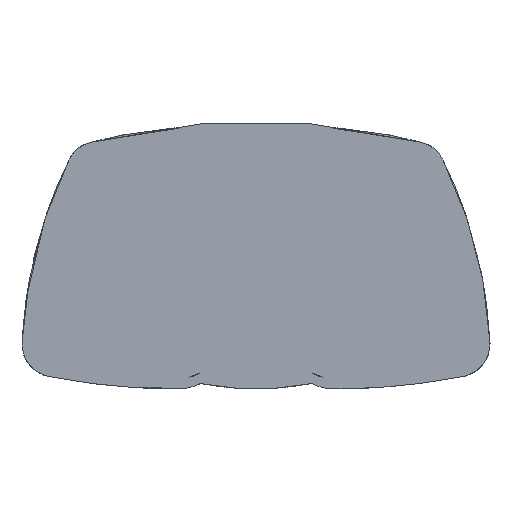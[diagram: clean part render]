
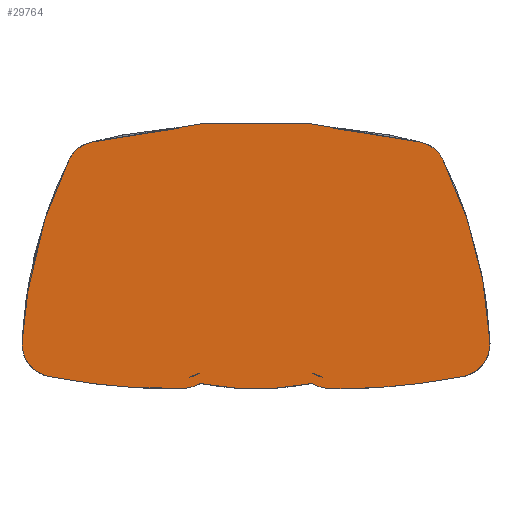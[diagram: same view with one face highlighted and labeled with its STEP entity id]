
A CAD part, front view. The second image highlights one B-rep face of the part: STEP entity #29764.
In plain terms, the highlighted planar face has unit normal (0, -1, 0).
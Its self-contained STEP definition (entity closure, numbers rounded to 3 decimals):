
#883 = CARTESIAN_POINT ( 'NONE',  ( -23.62, 0., 199.552 ) ) ;
#1168 = CARTESIAN_POINT ( 'NONE',  ( 23.592, 0., 15.944 ) ) ;
#1203 = AXIS2_PLACEMENT_3D ( 'NONE', #35466, #13407, #43774 ) ;
#1667 = CARTESIAN_POINT ( 'NONE',  ( -23.592, 0., 15.944 ) ) ;
#2260 = DIRECTION ( 'NONE',  ( 0., -1., 0. ) ) ;
#2392 = DIRECTION ( 'NONE',  ( -1., 0., 0. ) ) ;
#3109 = ORIENTED_EDGE ( 'NONE', *, *, #8643, .T. ) ;
#3345 = VERTEX_POINT ( 'NONE', #26131 ) ;
#3449 = DIRECTION ( 'NONE',  ( -1., 0., 0. ) ) ;
#3529 = AXIS2_PLACEMENT_3D ( 'NONE', #1667, #38897, #2392 ) ;
#4237 = CARTESIAN_POINT ( 'NONE',  ( 69.98, 0., 14.007 ) ) ;
#5342 = AXIS2_PLACEMENT_3D ( 'NONE', #16704, #2260, #21091 ) ;
#5428 = DIRECTION ( 'NONE',  ( -1., 0., 0. ) ) ;
#5948 = AXIS2_PLACEMENT_3D ( 'NONE', #16645, #28636, #42854 ) ;
#6275 = CARTESIAN_POINT ( 'NONE',  ( -49.465, 0., 73.787 ) ) ;
#6504 = CARTESIAN_POINT ( 'NONE',  ( 49.465, 0., 73.787 ) ) ;
#6885 = CIRCLE ( 'NONE', #20157, 199.552 ) ;
#7989 = ORIENTED_EDGE ( 'NONE', *, *, #23849, .T. ) ;
#8643 = EDGE_CURVE ( 'NONE', #34402, #40879, #12673, .T. ) ;
#9142 = ORIENTED_EDGE ( 'NONE', *, *, #11789, .T. ) ;
#9933 = VERTEX_POINT ( 'NONE', #4237 ) ;
#10224 = ORIENTED_EDGE ( 'NONE', *, *, #23458, .T. ) ;
#10298 = DIRECTION ( 'NONE',  ( -1., 0., 0. ) ) ;
#11789 = EDGE_CURVE ( 'NONE', #22604, #36153, #28385, .T. ) ;
#12203 = AXIS2_PLACEMENT_3D ( 'NONE', #15373, #37680, #26413 ) ;
#12413 = CARTESIAN_POINT ( 'NONE',  ( 61.911, 0., 3.708 ) ) ;
#12673 = CIRCLE ( 'NONE', #47130, 139.41 ) ;
#12912 = DIRECTION ( 'NONE',  ( 0., -1., 0. ) ) ;
#13407 = DIRECTION ( 'NONE',  ( 0., -1., 0. ) ) ;
#13586 = AXIS2_PLACEMENT_3D ( 'NONE', #27936, #16660, #35043 ) ;
#13736 = CARTESIAN_POINT ( 'NONE',  ( -61.911, 0., 3.708 ) ) ;
#13892 = EDGE_CURVE ( 'NONE', #19835, #22604, #43281, .T. ) ;
#13894 = VERTEX_POINT ( 'NONE', #12413 ) ;
#14215 = CARTESIAN_POINT ( 'NONE',  ( 23.62, 0., 199.552 ) ) ;
#14380 = ORIENTED_EDGE ( 'NONE', *, *, #46529, .T. ) ;
#14403 = DIRECTION ( 'NONE',  ( 0., -1., 0. ) ) ;
#14803 = ORIENTED_EDGE ( 'NONE', *, *, #42040, .T. ) ;
#15373 = CARTESIAN_POINT ( 'NONE',  ( -46.992, 0., 64.097 ) ) ;
#16645 = CARTESIAN_POINT ( 'NONE',  ( -59.992, 0., 13.522 ) ) ;
#16660 = DIRECTION ( 'NONE',  ( 0., -1., 0. ) ) ;
#16704 = CARTESIAN_POINT ( 'NONE',  ( 59.992, 0., 13.522 ) ) ;
#16882 = EDGE_CURVE ( 'NONE', #24341, #9933, #22173, .T. ) ;
#16925 = ORIENTED_EDGE ( 'NONE', *, *, #16882, .T. ) ;
#17080 = DIRECTION ( 'NONE',  ( 0., -1., 0. ) ) ;
#17859 = CIRCLE ( 'NONE', #42901, 15.944 ) ;
#19157 = CIRCLE ( 'NONE', #46551, 199.552 ) ;
#19835 = VERTEX_POINT ( 'NONE', #47693 ) ;
#20157 = AXIS2_PLACEMENT_3D ( 'NONE', #883, #30773, #27097 ) ;
#21091 = DIRECTION ( 'NONE',  ( 1., 0., 0. ) ) ;
#21123 = ORIENTED_EDGE ( 'NONE', *, *, #25569, .T. ) ;
#21653 = VERTEX_POINT ( 'NONE', #13736 ) ;
#22033 = DIRECTION ( 'NONE',  ( -1., 0., 0. ) ) ;
#22056 = CARTESIAN_POINT ( 'NONE',  ( 69.267, 0., 7.255 ) ) ;
#22137 = AXIS2_PLACEMENT_3D ( 'NONE', #36456, #14403, #44289 ) ;
#22173 = CIRCLE ( 'NONE', #13586, 10. ) ;
#22304 = CIRCLE ( 'NONE', #1203, 10. ) ;
#22604 = VERTEX_POINT ( 'NONE', #6504 ) ;
#23347 = CIRCLE ( 'NONE', #5342, 10. ) ;
#23458 = EDGE_CURVE ( 'NONE', #9933, #19835, #24613, .T. ) ;
#23821 = AXIS2_PLACEMENT_3D ( 'NONE', #32270, #17080, #39139 ) ;
#23849 = EDGE_CURVE ( 'NONE', #40879, #42646, #22304, .T. ) ;
#24341 = VERTEX_POINT ( 'NONE', #30525 ) ;
#24613 = CIRCLE ( 'NONE', #23821, 139.41 ) ;
#25176 = ORIENTED_EDGE ( 'NONE', *, *, #42866, .T. ) ;
#25569 = EDGE_CURVE ( 'NONE', #29502, #27210, #31061, .T. ) ;
#26131 = CARTESIAN_POINT ( 'NONE',  ( -23.59, 0., 0. ) ) ;
#26413 = DIRECTION ( 'NONE',  ( -1., 0., 0. ) ) ;
#27097 = DIRECTION ( 'NONE',  ( -1., 0., 0. ) ) ;
#27210 = VERTEX_POINT ( 'NONE', #40750 ) ;
#27731 = FACE_OUTER_BOUND ( 'NONE', #40989, .T. ) ;
#27936 = CARTESIAN_POINT ( 'NONE',  ( 59.992, 0., 13.522 ) ) ;
#28070 = ORIENTED_EDGE ( 'NONE', *, *, #37902, .T. ) ;
#28123 = ORIENTED_EDGE ( 'NONE', *, *, #13892, .T. ) ;
#28385 = CIRCLE ( 'NONE', #47936, 200. ) ;
#28636 = DIRECTION ( 'NONE',  ( 0., -1., 0. ) ) ;
#29502 = VERTEX_POINT ( 'NONE', #42906 ) ;
#29764 = ADVANCED_FACE ( 'NONE', ( #27731 ), #47069, .T. ) ;
#29925 = ORIENTED_EDGE ( 'NONE', *, *, #45638, .T. ) ;
#30525 = CARTESIAN_POINT ( 'NONE',  ( 69.992, 0., 13.522 ) ) ;
#30773 = DIRECTION ( 'NONE',  ( 0., -1., 0. ) ) ;
#30996 = EDGE_CURVE ( 'NONE', #21653, #3345, #6885, .T. ) ;
#31061 = CIRCLE ( 'NONE', #44338, 86. ) ;
#31331 = CARTESIAN_POINT ( 'NONE',  ( -69.98, 0., 14.007 ) ) ;
#32060 = CARTESIAN_POINT ( 'NONE',  ( -55.975, 0., 68.49 ) ) ;
#32270 = CARTESIAN_POINT ( 'NONE',  ( -69.267, 0., 7.255 ) ) ;
#32837 = DIRECTION ( 'NONE',  ( 0., -1., 0. ) ) ;
#34402 = VERTEX_POINT ( 'NONE', #32060 ) ;
#34973 = DIRECTION ( 'NONE',  ( 0., -1., 0. ) ) ;
#35043 = DIRECTION ( 'NONE',  ( 1., 0., 0. ) ) ;
#35466 = CARTESIAN_POINT ( 'NONE',  ( -59.992, 0., 13.522 ) ) ;
#35809 = CARTESIAN_POINT ( 'NONE',  ( 70.832, 0., 80.48 ) ) ;
#36153 = VERTEX_POINT ( 'NONE', #6275 ) ;
#36456 = CARTESIAN_POINT ( 'NONE',  ( 46.992, 0., 64.097 ) ) ;
#36514 = CARTESIAN_POINT ( 'NONE',  ( -69.992, 0., 13.522 ) ) ;
#37018 = DIRECTION ( 'NONE',  ( 0., -1., 0. ) ) ;
#37230 = EDGE_CURVE ( 'NONE', #13894, #24341, #23347, .T. ) ;
#37680 = DIRECTION ( 'NONE',  ( 0., -1., 0. ) ) ;
#37902 = EDGE_CURVE ( 'NONE', #27210, #38979, #17859, .T. ) ;
#38897 = DIRECTION ( 'NONE',  ( 0., -1., 0. ) ) ;
#38979 = VERTEX_POINT ( 'NONE', #41236 ) ;
#39139 = DIRECTION ( 'NONE',  ( -1., 0., 0. ) ) ;
#40663 = CARTESIAN_POINT ( 'NONE',  ( 0., 0., 86.005 ) ) ;
#40750 = CARTESIAN_POINT ( 'NONE',  ( 16.59, 0., 1.62 ) ) ;
#40879 = VERTEX_POINT ( 'NONE', #31331 ) ;
#40989 = EDGE_LOOP ( 'NONE', ( #14803, #47640, #16925, #10224, #28123, #9142, #14380, #3109, #7989, #29925, #45607, #25176, #21123, #28070 ) ) ;
#41236 = CARTESIAN_POINT ( 'NONE',  ( 23.59, 0., 0. ) ) ;
#42040 = EDGE_CURVE ( 'NONE', #38979, #13894, #19157, .T. ) ;
#42646 = VERTEX_POINT ( 'NONE', #36514 ) ;
#42663 = DIRECTION ( 'NONE',  ( 0., -1., 0. ) ) ;
#42854 = DIRECTION ( 'NONE',  ( -1., 0., 0. ) ) ;
#42866 = EDGE_CURVE ( 'NONE', #3345, #29502, #45783, .T. ) ;
#42901 = AXIS2_PLACEMENT_3D ( 'NONE', #1168, #34973, #46723 ) ;
#42906 = CARTESIAN_POINT ( 'NONE',  ( -16.59, 0., 1.62 ) ) ;
#43043 = DIRECTION ( 'NONE',  ( 0., 0., -1. ) ) ;
#43281 = CIRCLE ( 'NONE', #22137, 10. ) ;
#43774 = DIRECTION ( 'NONE',  ( -1., 0., 0. ) ) ;
#44289 = DIRECTION ( 'NONE',  ( -1., 0., 0. ) ) ;
#44338 = AXIS2_PLACEMENT_3D ( 'NONE', #40663, #48264, #22033 ) ;
#45607 = ORIENTED_EDGE ( 'NONE', *, *, #30996, .T. ) ;
#45638 = EDGE_CURVE ( 'NONE', #42646, #21653, #48201, .T. ) ;
#45783 = CIRCLE ( 'NONE', #3529, 15.944 ) ;
#46479 = CARTESIAN_POINT ( 'NONE',  ( 0., 0., -120. ) ) ;
#46529 = EDGE_CURVE ( 'NONE', #36153, #34402, #48094, .T. ) ;
#46551 = AXIS2_PLACEMENT_3D ( 'NONE', #14215, #32837, #10298 ) ;
#46723 = DIRECTION ( 'NONE',  ( -1., 0., 0. ) ) ;
#47069 = PLANE ( 'NONE',  #48336 ) ;
#47130 = AXIS2_PLACEMENT_3D ( 'NONE', #22056, #37018, #3449 ) ;
#47640 = ORIENTED_EDGE ( 'NONE', *, *, #37230, .T. ) ;
#47693 = CARTESIAN_POINT ( 'NONE',  ( 55.975, 0., 68.49 ) ) ;
#47936 = AXIS2_PLACEMENT_3D ( 'NONE', #46479, #12912, #43043 ) ;
#48094 = CIRCLE ( 'NONE', #12203, 10. ) ;
#48201 = CIRCLE ( 'NONE', #5948, 10. ) ;
#48264 = DIRECTION ( 'NONE',  ( 0., -1., 0. ) ) ;
#48336 = AXIS2_PLACEMENT_3D ( 'NONE', #35809, #42663, #5428 ) ;
